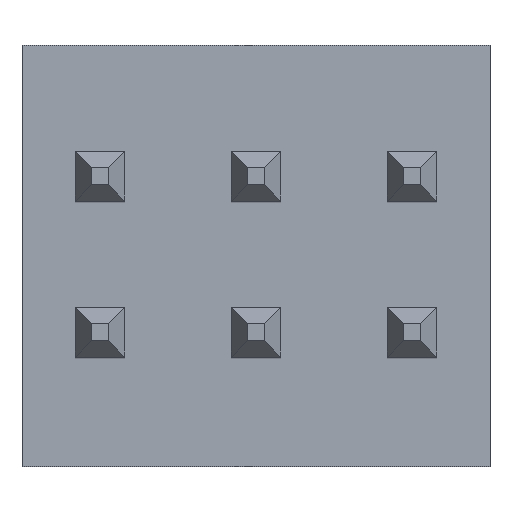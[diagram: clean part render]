
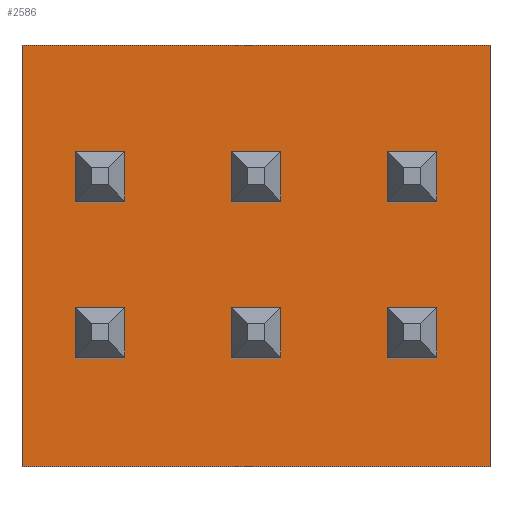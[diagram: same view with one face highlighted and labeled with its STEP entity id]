
A CAD part, top view. The second image highlights one B-rep face of the part: STEP entity #2586.
In plain terms, the highlighted face is planar.
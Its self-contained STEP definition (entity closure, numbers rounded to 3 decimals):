
#2454 = EDGE_CURVE('',#2455,#2457,#2459,.T.);
#2455 = VERTEX_POINT('',#2456);
#2456 = CARTESIAN_POINT('',(-1.905,1.778,-1.715));
#2457 = VERTEX_POINT('',#2458);
#2458 = CARTESIAN_POINT('',(-1.905,1.778,1.715));
#2459 = LINE('',#2460,#2461);
#2460 = CARTESIAN_POINT('',(-1.905,1.778,-1.715));
#2461 = VECTOR('',#2462,1.);
#2462 = DIRECTION('',(0.,0.,1.));
#2494 = EDGE_CURVE('',#2457,#2495,#2497,.T.);
#2495 = VERTEX_POINT('',#2496);
#2496 = CARTESIAN_POINT('',(1.905,1.778,1.715));
#2497 = LINE('',#2498,#2499);
#2498 = CARTESIAN_POINT('',(-1.905,1.778,1.715));
#2499 = VECTOR('',#2500,1.);
#2500 = DIRECTION('',(1.,0.,0.));
#2525 = EDGE_CURVE('',#2495,#2526,#2528,.T.);
#2526 = VERTEX_POINT('',#2527);
#2527 = CARTESIAN_POINT('',(1.905,1.778,-1.715));
#2528 = LINE('',#2529,#2530);
#2529 = CARTESIAN_POINT('',(1.905,1.778,1.715));
#2530 = VECTOR('',#2531,1.);
#2531 = DIRECTION('',(0.,0.,-1.));
#2556 = EDGE_CURVE('',#2526,#2455,#2557,.T.);
#2557 = LINE('',#2558,#2559);
#2558 = CARTESIAN_POINT('',(1.905,1.778,-1.715));
#2559 = VECTOR('',#2560,1.);
#2560 = DIRECTION('',(-1.,0.,0.));
#2586 = ADVANCED_FACE('',(#2587),#2593,.T.);
#2587 = FACE_BOUND('',#2588,.T.);
#2588 = EDGE_LOOP('',(#2589,#2590,#2591,#2592));
#2589 = ORIENTED_EDGE('',*,*,#2454,.T.);
#2590 = ORIENTED_EDGE('',*,*,#2494,.T.);
#2591 = ORIENTED_EDGE('',*,*,#2525,.T.);
#2592 = ORIENTED_EDGE('',*,*,#2556,.T.);
#2593 = PLANE('',#2594);
#2594 = AXIS2_PLACEMENT_3D('',#2595,#2596,#2597);
#2595 = CARTESIAN_POINT('',(0.,1.778,0.));
#2596 = DIRECTION('',(0.,1.,0.));
#2597 = DIRECTION('',(0.,-0.,1.));
